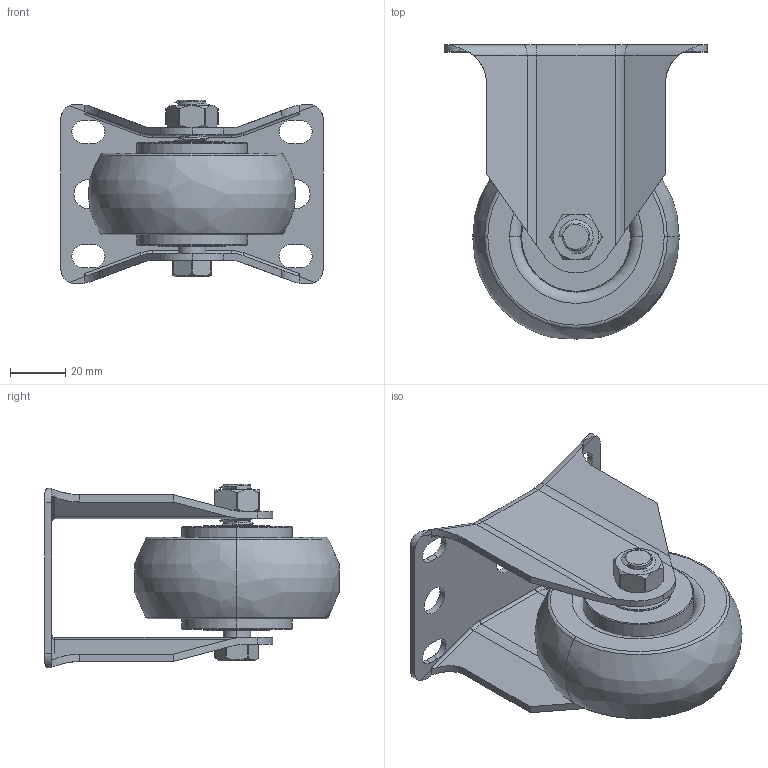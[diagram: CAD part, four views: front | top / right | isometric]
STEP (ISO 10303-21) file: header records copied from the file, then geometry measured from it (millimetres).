
FILE_DESCRIPTION((''),'2;1');
FILE_NAME('3CUN-BB-DX_ASM','2021-04-21T',('Administrator'),(''),'PRO/ENGINEER BY PARAMETRIC TECHNOLOGY CORPORATION, 2013240','PRO/ENGINEER BY PARAMETRIC TECHNOLOGY CORPORATION, 2013240','');
FILE_SCHEMA(('CONFIG_CONTROL_DESIGN'));
Length unit declared in the file: millimetre
Products named in the file (5): 3CUN-BB-DIBAN-DX; LUNZI-3CUN; LUODING-60X; LUOMAO-19X; 3CUN-BB-DX_ASM
Assembly tree (4 placements, depth 2):
  3CUN-BB-DX_ASM
    3CUN-BB-DIBAN-DX
    LUNZI-3CUN
    LUODING-60X
    LUOMAO-19X
Bounding box: 95 x 106.47 x 66.5 mm (x, y, z)
Volume: 166553.6 mm3; surface area: 49283.7 mm2
Topology: 4 solids, 4 shells, 234 faces, 627 edges, 406 vertices
Faces by surface type: cylinder 114, plane 61, torus 23, bspline 14, cone 14, extrusion 8
Entity records: 11485 total; most frequent: CARTESIAN_POINT 5768, ORIENTED_EDGE 1254, DIRECTION 1041, EDGE_CURVE 627, VERTEX_POINT 406, AXIS2_PLACEMENT_3D 388, VECTOR 265, EDGE_LOOP 261
